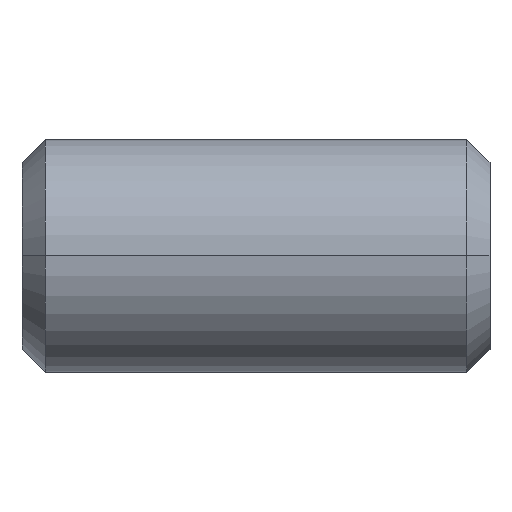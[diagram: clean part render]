
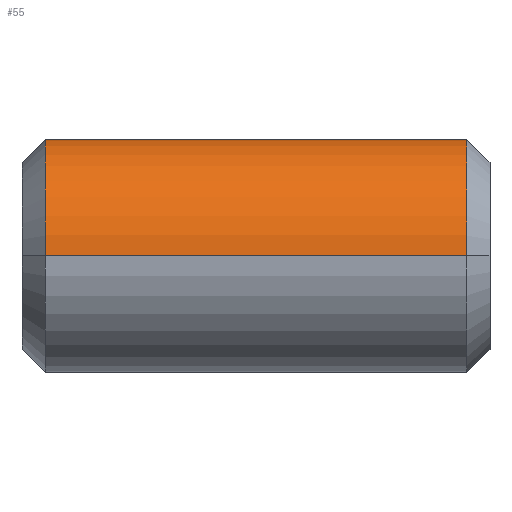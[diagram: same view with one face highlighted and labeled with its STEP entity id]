
A CAD part, top view. The second image highlights one B-rep face of the part: STEP entity #55.
In plain terms, the highlighted cylindrical face has radius 8 mm (diameter 16 mm), a partial arc.
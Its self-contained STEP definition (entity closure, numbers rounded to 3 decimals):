
#4 = CYLINDRICAL_SURFACE ( 'NONE', #111, 8. ) ;
#16 = FACE_OUTER_BOUND ( 'NONE', #99, .T. ) ;
#22 = ORIENTED_EDGE ( 'NONE', *, *, #424, .T. ) ;
#28 = LINE ( 'NONE', #293, #548 ) ;
#33 = DIRECTION ( 'NONE',  ( -1., 0., 0. ) ) ;
#41 = VERTEX_POINT ( 'NONE', #439 ) ;
#48 = EDGE_CURVE ( 'NONE', #258, #247, #28, .T. ) ;
#55 = ADVANCED_FACE ( 'NONE', ( #16 ), #4, .T. ) ;
#67 = CARTESIAN_POINT ( 'NONE',  ( 14.4, 0., 96. ) ) ;
#86 = ORIENTED_EDGE ( 'NONE', *, *, #121, .T. ) ;
#93 = LINE ( 'NONE', #385, #448 ) ;
#99 = EDGE_LOOP ( 'NONE', ( #388, #86, #511, #22, #269, #327, #367, #256 ) ) ;
#105 = CARTESIAN_POINT ( 'NONE',  ( -6.4, 6.4, 91.2 ) ) ;
#108 = CARTESIAN_POINT ( 'NONE',  ( 16., 0., 88. ) ) ;
#111 = AXIS2_PLACEMENT_3D ( 'NONE', #207, #340, #165 ) ;
#118 = CARTESIAN_POINT ( 'NONE',  ( -14.4, 0., 88. ) ) ;
#121 = EDGE_CURVE ( 'NONE', #41, #582, #522, .T. ) ;
#132 = DIRECTION ( 'NONE',  ( -1., 0., 0. ) ) ;
#141 = DIRECTION ( 'NONE',  ( -1., 0., 0. ) ) ;
#151 = CARTESIAN_POINT ( 'NONE',  ( -14.4, 0., 96. ) ) ;
#152 = DIRECTION ( 'NONE',  ( -1., 0., 0. ) ) ;
#159 = AXIS2_PLACEMENT_3D ( 'NONE', #151, #422, #520 ) ;
#165 = DIRECTION ( 'NONE',  ( 0., 0., 1. ) ) ;
#177 = CARTESIAN_POINT ( 'NONE',  ( 16., 0., 88. ) ) ;
#191 = CIRCLE ( 'NONE', #216, 8. ) ;
#201 = CARTESIAN_POINT ( 'NONE',  ( 6.4, 6.4, 91.2 ) ) ;
#207 = CARTESIAN_POINT ( 'NONE',  ( 16., 0., 96. ) ) ;
#216 = AXIS2_PLACEMENT_3D ( 'NONE', #67, #490, #536 ) ;
#232 = EDGE_CURVE ( 'NONE', #357, #407, #335, .T. ) ;
#234 = CARTESIAN_POINT ( 'NONE',  ( -6.4, 0., 96. ) ) ;
#247 = VERTEX_POINT ( 'NONE', #466 ) ;
#256 = ORIENTED_EDGE ( 'NONE', *, *, #48, .F. ) ;
#258 = VERTEX_POINT ( 'NONE', #266 ) ;
#266 = CARTESIAN_POINT ( 'NONE',  ( 14.4, 0., 104. ) ) ;
#269 = ORIENTED_EDGE ( 'NONE', *, *, #232, .T. ) ;
#286 = EDGE_CURVE ( 'NONE', #523, #247, #464, .T. ) ;
#293 = CARTESIAN_POINT ( 'NONE',  ( 16., 0., 104. ) ) ;
#294 = AXIS2_PLACEMENT_3D ( 'NONE', #234, #141, #507 ) ;
#315 = DIRECTION ( 'NONE',  ( 0., 0., 1. ) ) ;
#317 = VECTOR ( 'NONE', #132, 1000. ) ;
#322 = DIRECTION ( 'NONE',  ( 1., 0., 0. ) ) ;
#327 = ORIENTED_EDGE ( 'NONE', *, *, #517, .T. ) ;
#335 = CIRCLE ( 'NONE', #294, 8. ) ;
#340 = DIRECTION ( 'NONE',  ( -1., 0., 0. ) ) ;
#353 = EDGE_CURVE ( 'NONE', #582, #506, #567, .T. ) ;
#357 = VERTEX_POINT ( 'NONE', #105 ) ;
#367 = ORIENTED_EDGE ( 'NONE', *, *, #286, .T. ) ;
#385 = CARTESIAN_POINT ( 'NONE',  ( 16., 6.4, 91.2 ) ) ;
#388 = ORIENTED_EDGE ( 'NONE', *, *, #474, .T. ) ;
#407 = VERTEX_POINT ( 'NONE', #518 ) ;
#422 = DIRECTION ( 'NONE',  ( 1., 0., 0. ) ) ;
#424 = EDGE_CURVE ( 'NONE', #506, #357, #93, .T. ) ;
#433 = DIRECTION ( 'NONE',  ( -1., 0., 0. ) ) ;
#439 = CARTESIAN_POINT ( 'NONE',  ( 14.4, 0., 88. ) ) ;
#448 = VECTOR ( 'NONE', #433, 1000. ) ;
#464 = CIRCLE ( 'NONE', #159, 8. ) ;
#466 = CARTESIAN_POINT ( 'NONE',  ( -14.4, 0., 104. ) ) ;
#474 = EDGE_CURVE ( 'NONE', #258, #41, #191, .T. ) ;
#487 = LINE ( 'NONE', #108, #589 ) ;
#490 = DIRECTION ( 'NONE',  ( -1., 0., 0. ) ) ;
#506 = VERTEX_POINT ( 'NONE', #201 ) ;
#507 = DIRECTION ( 'NONE',  ( 0., 0., -1. ) ) ;
#511 = ORIENTED_EDGE ( 'NONE', *, *, #353, .T. ) ;
#517 = EDGE_CURVE ( 'NONE', #407, #523, #487, .T. ) ;
#518 = CARTESIAN_POINT ( 'NONE',  ( -6.4, 0., 88. ) ) ;
#520 = DIRECTION ( 'NONE',  ( 0., 0., -1. ) ) ;
#522 = LINE ( 'NONE', #177, #317 ) ;
#523 = VERTEX_POINT ( 'NONE', #118 ) ;
#536 = DIRECTION ( 'NONE',  ( 0., 0., -1. ) ) ;
#541 = CARTESIAN_POINT ( 'NONE',  ( 6.4, 0., 88. ) ) ;
#548 = VECTOR ( 'NONE', #33, 1000. ) ;
#567 = CIRCLE ( 'NONE', #592, 8. ) ;
#574 = CARTESIAN_POINT ( 'NONE',  ( 6.4, 0., 96. ) ) ;
#582 = VERTEX_POINT ( 'NONE', #541 ) ;
#589 = VECTOR ( 'NONE', #152, 1000. ) ;
#592 = AXIS2_PLACEMENT_3D ( 'NONE', #574, #322, #315 ) ;
